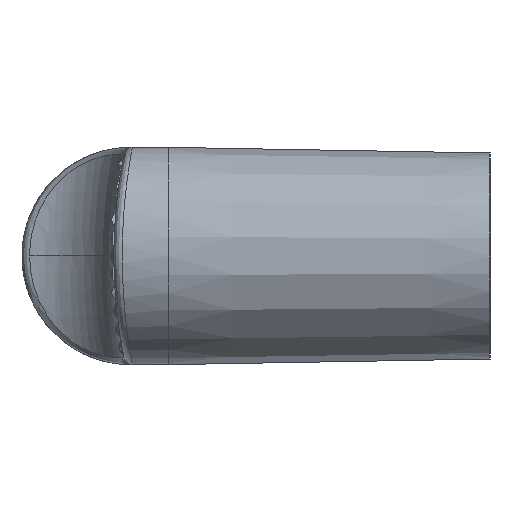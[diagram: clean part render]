
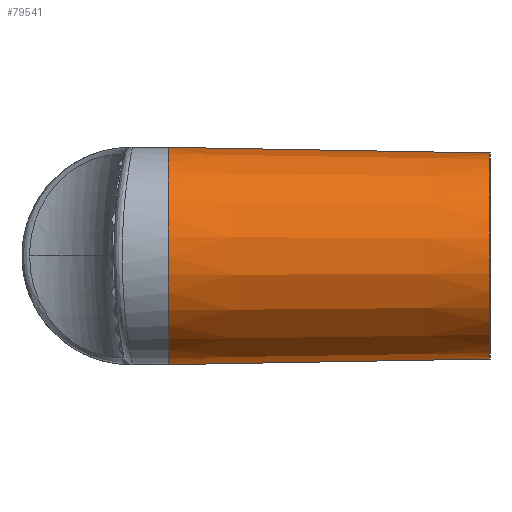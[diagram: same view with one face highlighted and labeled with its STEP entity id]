
A CAD part, left-side view. The second image highlights one B-rep face of the part: STEP entity #79541.
In plain terms, the highlighted conical face has half-angle 1 degrees and reference radius 6.5 mm.
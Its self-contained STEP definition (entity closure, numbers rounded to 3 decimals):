
#1374 = ORIENTED_EDGE ( 'NONE', *, *, #113963, .T. ) ;
#1611 = AXIS2_PLACEMENT_3D ( 'NONE', #42304, #60087, #115330 ) ;
#5146 = AXIS2_PLACEMENT_3D ( 'NONE', #67743, #86122, #114965 ) ;
#10743 = CARTESIAN_POINT ( 'NONE',  ( -80., 19.243, 6.5 ) ) ;
#10880 = DIRECTION ( 'NONE',  ( 0., 1., 0.017 ) ) ;
#12253 = FACE_OUTER_BOUND ( 'NONE', #36484, .T. ) ;
#15155 = CARTESIAN_POINT ( 'NONE',  ( -80., 19.243, -6.5 ) ) ;
#15651 = ORIENTED_EDGE ( 'NONE', *, *, #25259, .F. ) ;
#17656 = VECTOR ( 'NONE', #68310, 1000. ) ;
#25259 = EDGE_CURVE ( 'NONE', #74150, #75100, #116137, .T. ) ;
#27873 = EDGE_CURVE ( 'NONE', #63735, #74150, #88376, .T. ) ;
#35484 = AXIS2_PLACEMENT_3D ( 'NONE', #90917, #54083, #44285 ) ;
#36484 = EDGE_LOOP ( 'NONE', ( #91308, #1374, #89013, #15651 ) ) ;
#40034 = VECTOR ( 'NONE', #10880, 1000. ) ;
#42304 = CARTESIAN_POINT ( 'NONE',  ( -80., 19.25, 0. ) ) ;
#44285 = DIRECTION ( 'NONE',  ( 0., 0., -1. ) ) ;
#54083 = DIRECTION ( 'NONE',  ( 0., -1., 0. ) ) ;
#56096 = EDGE_CURVE ( 'NONE', #116625, #75100, #116835, .T. ) ;
#60087 = DIRECTION ( 'NONE',  ( 0., 1., 0. ) ) ;
#63735 = VERTEX_POINT ( 'NONE', #91546 ) ;
#67743 = CARTESIAN_POINT ( 'NONE',  ( -80., 19.243, 0. ) ) ;
#68310 = DIRECTION ( 'NONE',  ( 0., 1., -0.017 ) ) ;
#74150 = VERTEX_POINT ( 'NONE', #92372 ) ;
#75100 = VERTEX_POINT ( 'NONE', #15155 ) ;
#79541 = ADVANCED_FACE ( 'NONE', ( #12253 ), #79994, .T. ) ;
#79994 = CONICAL_SURFACE ( 'NONE', #1611, 6.5, 0.017 ) ;
#86122 = DIRECTION ( 'NONE',  ( 0., -1., 0. ) ) ;
#88376 = CIRCLE ( 'NONE', #35484, 6.164 ) ;
#89013 = ORIENTED_EDGE ( 'NONE', *, *, #56096, .T. ) ;
#90917 = CARTESIAN_POINT ( 'NONE',  ( -80., 0., 0. ) ) ;
#91308 = ORIENTED_EDGE ( 'NONE', *, *, #27873, .F. ) ;
#91546 = CARTESIAN_POINT ( 'NONE',  ( -80., 0., 6.164 ) ) ;
#92372 = CARTESIAN_POINT ( 'NONE',  ( -80., 0., -6.164 ) ) ;
#105943 = CARTESIAN_POINT ( 'NONE',  ( -80., 19.25, 6.5 ) ) ;
#113963 = EDGE_CURVE ( 'NONE', #63735, #116625, #114560, .T. ) ;
#114340 = CARTESIAN_POINT ( 'NONE',  ( -80., 19.25, -6.5 ) ) ;
#114560 = LINE ( 'NONE', #105943, #40034 ) ;
#114965 = DIRECTION ( 'NONE',  ( 0., 0., -1. ) ) ;
#115330 = DIRECTION ( 'NONE',  ( 0., 0., -1. ) ) ;
#116137 = LINE ( 'NONE', #114340, #17656 ) ;
#116625 = VERTEX_POINT ( 'NONE', #10743 ) ;
#116835 = CIRCLE ( 'NONE', #5146, 6.5 ) ;
